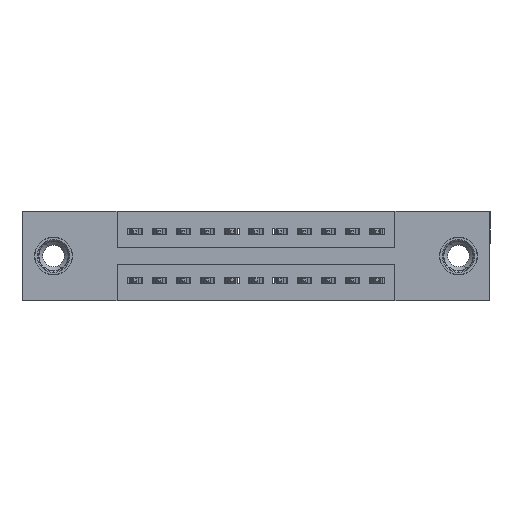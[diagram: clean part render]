
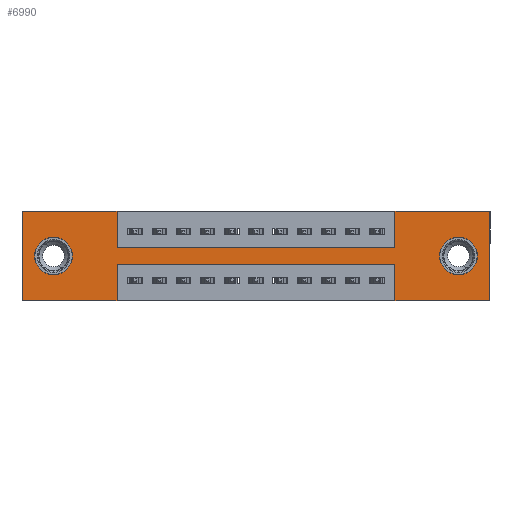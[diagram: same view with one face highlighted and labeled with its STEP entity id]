
A CAD part, front view. The second image highlights one B-rep face of the part: STEP entity #6990.
In plain terms, the highlighted planar face has unit normal (0, -1, 0).
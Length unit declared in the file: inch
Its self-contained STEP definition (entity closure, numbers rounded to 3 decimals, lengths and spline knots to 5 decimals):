
#47 = CARTESIAN_POINT ( 'NONE',  ( 0.3925, 0., -0.15 ) ) ;
#123 = CARTESIAN_POINT ( 'NONE',  ( 0.3925, 0., 0. ) ) ;
#170 = VECTOR ( 'NONE', #13799, 39.37008 ) ;
#442 = CARTESIAN_POINT ( 'NONE',  ( 1.805, 0., -0.107 ) ) ;
#578 = CARTESIAN_POINT ( 'NONE',  ( 0.13, 0., -0.107 ) ) ;
#639 = VERTEX_POINT ( 'NONE', #12504 ) ;
#703 = CARTESIAN_POINT ( 'NONE',  ( 0., 0., -0.37 ) ) ;
#753 = ORIENTED_EDGE ( 'NONE', *, *, #12727, .T. ) ;
#756 = ORIENTED_EDGE ( 'NONE', *, *, #12239, .F. ) ;
#980 = DIRECTION ( 'NONE',  ( 0., 0., 1. ) ) ;
#1048 = DIRECTION ( 'NONE',  ( 0., 1., 0. ) ) ;
#1089 = DIRECTION ( 'NONE',  ( 0., 1., 0. ) ) ;
#1102 = VECTOR ( 'NONE', #980, 39.37008 ) ;
#1128 = CARTESIAN_POINT ( 'NONE',  ( 0., 0., -0.37 ) ) ;
#1313 = VECTOR ( 'NONE', #2030, 39.37008 ) ;
#1348 = VECTOR ( 'NONE', #7511, 39.37008 ) ;
#1492 = EDGE_CURVE ( 'NONE', #4401, #8236, #9221, .T. ) ;
#1654 = ORIENTED_EDGE ( 'NONE', *, *, #3539, .F. ) ;
#1705 = CARTESIAN_POINT ( 'NONE',  ( 1.5425, 0., -0.37 ) ) ;
#1819 = CARTESIAN_POINT ( 'NONE',  ( 0.3925, 0., -0.37 ) ) ;
#1839 = DIRECTION ( 'NONE',  ( 1., 0., 0. ) ) ;
#1942 = DIRECTION ( 'NONE',  ( 0., 0., 1. ) ) ;
#2014 = ORIENTED_EDGE ( 'NONE', *, *, #1492, .F. ) ;
#2030 = DIRECTION ( 'NONE',  ( -1., 0., 0. ) ) ;
#2104 = FACE_BOUND ( 'NONE', #2758, .T. ) ;
#2131 = VERTEX_POINT ( 'NONE', #442 ) ;
#2183 = DIRECTION ( 'NONE',  ( 0., 0., -1. ) ) ;
#2279 = LINE ( 'NONE', #11587, #4611 ) ;
#2544 = VERTEX_POINT ( 'NONE', #8079 ) ;
#2623 = VERTEX_POINT ( 'NONE', #14884 ) ;
#2726 = VECTOR ( 'NONE', #14789, 39.37008 ) ;
#2758 = EDGE_LOOP ( 'NONE', ( #4423, #753 ) ) ;
#2785 = ORIENTED_EDGE ( 'NONE', *, *, #8872, .T. ) ;
#2984 = VECTOR ( 'NONE', #5725, 39.37008 ) ;
#2989 = VECTOR ( 'NONE', #1839, 39.37008 ) ;
#3153 = AXIS2_PLACEMENT_3D ( 'NONE', #6274, #1048, #15741 ) ;
#3283 = LINE ( 'NONE', #1705, #6737 ) ;
#3312 = CARTESIAN_POINT ( 'NONE',  ( 0., 0., 0. ) ) ;
#3459 = EDGE_CURVE ( 'NONE', #10191, #12728, #14663, .T. ) ;
#3464 = EDGE_CURVE ( 'NONE', #8661, #16134, #10835, .T. ) ;
#3539 = EDGE_CURVE ( 'NONE', #11859, #16350, #14875, .T. ) ;
#3632 = LINE ( 'NONE', #15263, #2984 ) ;
#3668 = LINE ( 'NONE', #17328, #1102 ) ;
#3921 = DIRECTION ( 'NONE',  ( 0., 0., -1. ) ) ;
#4042 = CARTESIAN_POINT ( 'NONE',  ( 1.935, 0., -0.37 ) ) ;
#4357 = CIRCLE ( 'NONE', #11270, 0.078 ) ;
#4401 = VERTEX_POINT ( 'NONE', #11573 ) ;
#4423 = ORIENTED_EDGE ( 'NONE', *, *, #3464, .T. ) ;
#4611 = VECTOR ( 'NONE', #11648, 39.37008 ) ;
#4881 = EDGE_CURVE ( 'NONE', #11694, #17014, #3632, .T. ) ;
#4999 = ORIENTED_EDGE ( 'NONE', *, *, #3459, .F. ) ;
#5009 = CARTESIAN_POINT ( 'NONE',  ( 0.3925, 0., 0. ) ) ;
#5086 = AXIS2_PLACEMENT_3D ( 'NONE', #10283, #7754, #2183 ) ;
#5652 = EDGE_CURVE ( 'NONE', #13903, #16989, #16202, .T. ) ;
#5725 = DIRECTION ( 'NONE',  ( 0., 0., -1. ) ) ;
#5773 = DIRECTION ( 'NONE',  ( -1., 0., 0. ) ) ;
#6274 = CARTESIAN_POINT ( 'NONE',  ( 0.13, 0., -0.185 ) ) ;
#6609 = FACE_OUTER_BOUND ( 'NONE', #13665, .T. ) ;
#6644 = ORIENTED_EDGE ( 'NONE', *, *, #8095, .F. ) ;
#6737 = VECTOR ( 'NONE', #1942, 39.37008 ) ;
#6990 = ADVANCED_FACE ( 'NONE', ( #14265, #2104, #6609 ), #13346, .T. ) ;
#6994 = CARTESIAN_POINT ( 'NONE',  ( 0.13, 0., -0.263 ) ) ;
#7511 = DIRECTION ( 'NONE',  ( 0., 0., 1. ) ) ;
#7754 = DIRECTION ( 'NONE',  ( 0., 1., 0. ) ) ;
#8079 = CARTESIAN_POINT ( 'NONE',  ( 1.805, 0., -0.263 ) ) ;
#8095 = EDGE_CURVE ( 'NONE', #2623, #11694, #2279, .T. ) ;
#8236 = VERTEX_POINT ( 'NONE', #17423 ) ;
#8442 = ORIENTED_EDGE ( 'NONE', *, *, #16724, .F. ) ;
#8606 = CARTESIAN_POINT ( 'NONE',  ( 1.5425, 0., -0.15 ) ) ;
#8661 = VERTEX_POINT ( 'NONE', #578 ) ;
#8679 = ORIENTED_EDGE ( 'NONE', *, *, #4881, .F. ) ;
#8778 = AXIS2_PLACEMENT_3D ( 'NONE', #1128, #13404, #3921 ) ;
#8872 = EDGE_CURVE ( 'NONE', #2131, #2544, #4357, .T. ) ;
#9136 = CIRCLE ( 'NONE', #3153, 0.078 ) ;
#9221 = LINE ( 'NONE', #14034, #2989 ) ;
#9226 = CARTESIAN_POINT ( 'NONE',  ( 0., 0., 0. ) ) ;
#9404 = CARTESIAN_POINT ( 'NONE',  ( 1.805, 0., -0.185 ) ) ;
#9425 = VECTOR ( 'NONE', #5773, 39.37008 ) ;
#9552 = LINE ( 'NONE', #123, #170 ) ;
#9657 = EDGE_CURVE ( 'NONE', #16989, #2623, #3283, .T. ) ;
#9666 = EDGE_LOOP ( 'NONE', ( #2785, #16771 ) ) ;
#9687 = EDGE_CURVE ( 'NONE', #639, #10191, #16686, .T. ) ;
#10040 = CARTESIAN_POINT ( 'NONE',  ( 1.5425, 0., -0.37 ) ) ;
#10191 = VERTEX_POINT ( 'NONE', #15527 ) ;
#10283 = CARTESIAN_POINT ( 'NONE',  ( 1.805, 0., -0.185 ) ) ;
#10683 = DIRECTION ( 'NONE',  ( 0., 0., 1. ) ) ;
#10740 = DIRECTION ( 'NONE',  ( 1., 0., 0. ) ) ;
#10835 = CIRCLE ( 'NONE', #14035, 0.078 ) ;
#10853 = EDGE_CURVE ( 'NONE', #17014, #639, #14542, .T. ) ;
#11270 = AXIS2_PLACEMENT_3D ( 'NONE', #9404, #12012, #16210 ) ;
#11573 = CARTESIAN_POINT ( 'NONE',  ( 1.5425, 0., 0. ) ) ;
#11587 = CARTESIAN_POINT ( 'NONE',  ( 0.3925, 0., -0.22 ) ) ;
#11648 = DIRECTION ( 'NONE',  ( -1., 0., 0. ) ) ;
#11694 = VERTEX_POINT ( 'NONE', #16213 ) ;
#11859 = VERTEX_POINT ( 'NONE', #12339 ) ;
#11958 = VECTOR ( 'NONE', #16228, 39.37008 ) ;
#12012 = DIRECTION ( 'NONE',  ( 0., 1., 0. ) ) ;
#12092 = CARTESIAN_POINT ( 'NONE',  ( 1.935, 0., 0. ) ) ;
#12239 = EDGE_CURVE ( 'NONE', #12728, #11859, #9552, .T. ) ;
#12339 = CARTESIAN_POINT ( 'NONE',  ( 0.3925, 0., -0.15 ) ) ;
#12504 = CARTESIAN_POINT ( 'NONE',  ( 0., 0., -0.37 ) ) ;
#12569 = LINE ( 'NONE', #12092, #11958 ) ;
#12728 = VERTEX_POINT ( 'NONE', #5009 ) ;
#12727 = EDGE_CURVE ( 'NONE', #16134, #8661, #9136, .T. ) ;
#12853 = ORIENTED_EDGE ( 'NONE', *, *, #15410, .F. ) ;
#13121 = ORIENTED_EDGE ( 'NONE', *, *, #5652, .F. ) ;
#13346 = PLANE ( 'NONE',  #8778 ) ;
#13404 = DIRECTION ( 'NONE',  ( 0., -1., 0. ) ) ;
#13420 = CIRCLE ( 'NONE', #5086, 0.078 ) ;
#13665 = EDGE_LOOP ( 'NONE', ( #8679, #6644, #14573, #13121, #8442, #2014, #12853, #1654, #756, #4999, #13680, #13825 ) ) ;
#13680 = ORIENTED_EDGE ( 'NONE', *, *, #9687, .F. ) ;
#13790 = VECTOR ( 'NONE', #10740, 39.37008 ) ;
#13799 = DIRECTION ( 'NONE',  ( 0., 0., -1. ) ) ;
#13825 = ORIENTED_EDGE ( 'NONE', *, *, #10853, .F. ) ;
#13903 = VERTEX_POINT ( 'NONE', #4042 ) ;
#14034 = CARTESIAN_POINT ( 'NONE',  ( 0., 0., 0. ) ) ;
#14035 = AXIS2_PLACEMENT_3D ( 'NONE', #14612, #1089, #10683 ) ;
#14150 = CARTESIAN_POINT ( 'NONE',  ( 0., 0., -0.37 ) ) ;
#14265 = FACE_BOUND ( 'NONE', #9666, .T. ) ;
#14542 = LINE ( 'NONE', #703, #1313 ) ;
#14573 = ORIENTED_EDGE ( 'NONE', *, *, #9657, .F. ) ;
#14612 = CARTESIAN_POINT ( 'NONE',  ( 0.13, 0., -0.185 ) ) ;
#14663 = LINE ( 'NONE', #9226, #13790 ) ;
#14789 = DIRECTION ( 'NONE',  ( 1., 0., 0. ) ) ;
#14875 = LINE ( 'NONE', #47, #2726 ) ;
#14884 = CARTESIAN_POINT ( 'NONE',  ( 1.5425, 0., -0.22 ) ) ;
#15263 = CARTESIAN_POINT ( 'NONE',  ( 0.3925, 0., -0.37 ) ) ;
#15410 = EDGE_CURVE ( 'NONE', #16350, #4401, #3668, .T. ) ;
#15527 = CARTESIAN_POINT ( 'NONE',  ( 0., 0., 0. ) ) ;
#15741 = DIRECTION ( 'NONE',  ( 0., 0., 1. ) ) ;
#16134 = VERTEX_POINT ( 'NONE', #6994 ) ;
#16202 = LINE ( 'NONE', #14150, #9425 ) ;
#16210 = DIRECTION ( 'NONE',  ( 0., 0., -1. ) ) ;
#16213 = CARTESIAN_POINT ( 'NONE',  ( 0.3925, 0., -0.22 ) ) ;
#16228 = DIRECTION ( 'NONE',  ( 0., 0., -1. ) ) ;
#16350 = VERTEX_POINT ( 'NONE', #8606 ) ;
#16686 = LINE ( 'NONE', #3312, #1348 ) ;
#16724 = EDGE_CURVE ( 'NONE', #8236, #13903, #12569, .T. ) ;
#16771 = ORIENTED_EDGE ( 'NONE', *, *, #17127, .T. ) ;
#16989 = VERTEX_POINT ( 'NONE', #10040 ) ;
#17014 = VERTEX_POINT ( 'NONE', #1819 ) ;
#17127 = EDGE_CURVE ( 'NONE', #2544, #2131, #13420, .T. ) ;
#17328 = CARTESIAN_POINT ( 'NONE',  ( 1.5425, 0., 0. ) ) ;
#17423 = CARTESIAN_POINT ( 'NONE',  ( 1.935, 0., 0. ) ) ;
